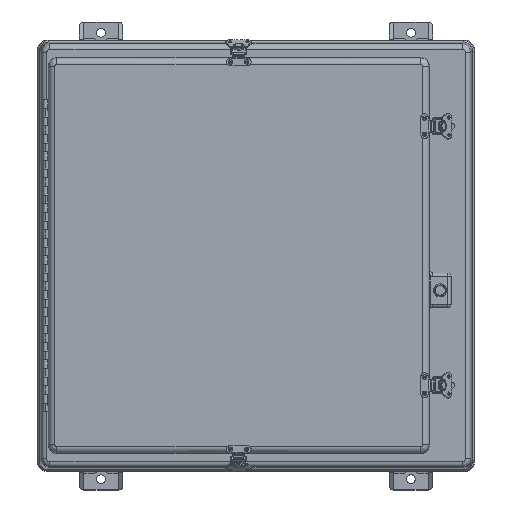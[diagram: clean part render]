
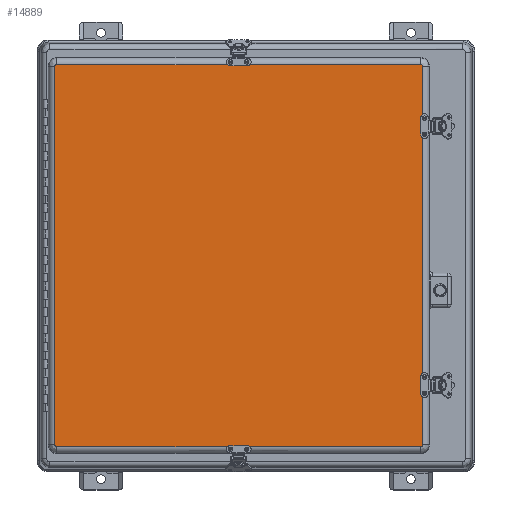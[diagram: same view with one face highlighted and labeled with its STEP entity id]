
A CAD part, top view. The second image highlights one B-rep face of the part: STEP entity #14889.
In plain terms, the highlighted planar face has unit normal (0, 0, 1).
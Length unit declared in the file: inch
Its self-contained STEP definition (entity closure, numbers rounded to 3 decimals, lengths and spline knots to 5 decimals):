
#699=PLANE($,#16182);
#1375=LINE($,#28000,#2483);
#1377=LINE($,#28005,#2485);
#1378=LINE($,#28038,#2486);
#1381=LINE($,#28045,#2489);
#2483=VECTOR($,#19165,21.);
#2485=VECTOR($,#19171,21.84375);
#2486=VECTOR($,#19188,21.84375);
#2489=VECTOR($,#19195,21.);
#3991=FACE_OUTER_BOUND($,#5019,.T.);
#5019=EDGE_LOOP($,(#11880,#11881,#11882,#11883,#11884,#11885,#11886,#11887));
#6025=CIRCLE($,#16159,0.10404);
#6031=CIRCLE($,#16167,0.10404);
#6035=CIRCLE($,#16171,0.10404);
#6039=CIRCLE($,#16177,0.10404);
#7094=VERTEX_POINT($,#27990);
#7095=VERTEX_POINT($,#27992);
#7097=VERTEX_POINT($,#27998);
#7098=VERTEX_POINT($,#28003);
#7100=VERTEX_POINT($,#28016);
#7101=VERTEX_POINT($,#28029);
#7104=VERTEX_POINT($,#28036);
#7105=VERTEX_POINT($,#28041);
#8815=EDGE_CURVE($,#7094,#7095,#6025,.T.);
#8819=EDGE_CURVE($,#7097,#7094,#1375,.T.);
#8822=EDGE_CURVE($,#7095,#7098,#1377,.T.);
#8824=EDGE_CURVE($,#7100,#7097,#6031,.T.);
#8828=EDGE_CURVE($,#7098,#7101,#6035,.T.);
#8830=EDGE_CURVE($,#7104,#7100,#1378,.T.);
#8834=EDGE_CURVE($,#7101,#7105,#1381,.T.);
#8836=EDGE_CURVE($,#7105,#7104,#6039,.T.);
#11880=ORIENTED_EDGE($,*,*,#8815,.F.);
#11881=ORIENTED_EDGE($,*,*,#8819,.F.);
#11882=ORIENTED_EDGE($,*,*,#8824,.F.);
#11883=ORIENTED_EDGE($,*,*,#8830,.F.);
#11884=ORIENTED_EDGE($,*,*,#8836,.F.);
#11885=ORIENTED_EDGE($,*,*,#8834,.F.);
#11886=ORIENTED_EDGE($,*,*,#8828,.F.);
#11887=ORIENTED_EDGE($,*,*,#8822,.F.);
#14889=ADVANCED_FACE($,(#3991),#699,.T.);
#16159=AXIS2_PLACEMENT_3D($,#27993,#19155,#19156);
#16167=AXIS2_PLACEMENT_3D($,#28018,#19174,#19175);
#16171=AXIS2_PLACEMENT_3D($,#28033,#19182,#19183);
#16177=AXIS2_PLACEMENT_3D($,#28056,#19198,#19199);
#16182=AXIS2_PLACEMENT_3D($,#28065,#19212,#19213);
#19155=DIRECTION('center_axis',(0.,0.,-1.));
#19156=DIRECTION('ref_axis',(0.707,0.707,0.));
#19165=DIRECTION($,(1.,0.,0.));
#19171=DIRECTION($,(0.,-1.,0.));
#19174=DIRECTION('center_axis',(0.,0.,-1.));
#19175=DIRECTION('ref_axis',(-0.707,0.707,0.));
#19182=DIRECTION('center_axis',(0.,0.,-1.));
#19183=DIRECTION('ref_axis',(0.707,-0.707,0.));
#19188=DIRECTION($,(0.,1.,0.));
#19195=DIRECTION($,(-1.,0.,0.));
#19198=DIRECTION('center_axis',(0.,0.,-1.));
#19199=DIRECTION('ref_axis',(-0.707,-0.707,0.));
#19212=DIRECTION('center_axis',(0.,0.,1.));
#19213=DIRECTION('ref_axis',(1.,0.,0.));
#27990=CARTESIAN_POINT('',(10.5,11.02591,0.96875));
#27992=CARTESIAN_POINT('',(10.60404,10.92188,0.96875));
#27993=CARTESIAN_POINT('Origin',(10.5,10.92188,0.96875));
#27998=CARTESIAN_POINT('',(-10.5,11.02591,0.96875));
#28000=CARTESIAN_POINT($,(-10.5,11.02591,0.96875));
#28003=CARTESIAN_POINT('',(10.60404,-10.92188,0.96875));
#28005=CARTESIAN_POINT($,(10.60404,10.92188,0.96875));
#28016=CARTESIAN_POINT('',(-10.60404,10.92188,0.96875));
#28018=CARTESIAN_POINT('Origin',(-10.5,10.92188,0.96875));
#28029=CARTESIAN_POINT('',(10.5,-11.02591,0.96875));
#28033=CARTESIAN_POINT('Origin',(10.5,-10.92188,0.96875));
#28036=CARTESIAN_POINT('',(-10.60404,-10.92188,0.96875));
#28038=CARTESIAN_POINT($,(-10.60404,-10.92188,0.96875));
#28041=CARTESIAN_POINT('',(-10.5,-11.02591,0.96875));
#28045=CARTESIAN_POINT($,(10.5,-11.02591,0.96875));
#28056=CARTESIAN_POINT('Origin',(-10.5,-10.92188,0.96875));
#28065=CARTESIAN_POINT('Origin',(0.,0.,0.96875));
